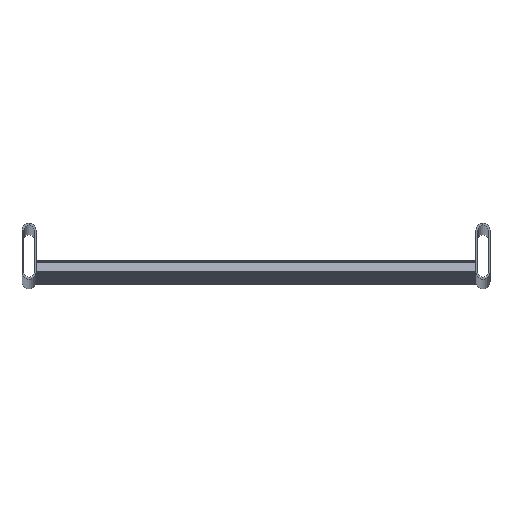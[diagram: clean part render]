
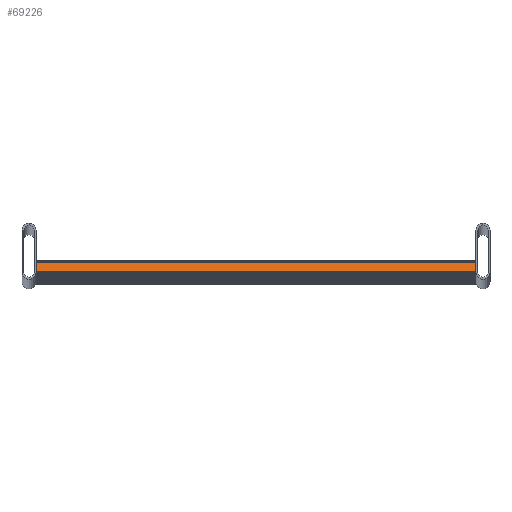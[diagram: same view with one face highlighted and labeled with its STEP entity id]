
A CAD part, top view. The second image highlights one B-rep face of the part: STEP entity #69226.
In plain terms, the highlighted planar face has unit normal (0, 0.314, 0.949).
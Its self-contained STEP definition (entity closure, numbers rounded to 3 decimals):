
#2134 = PLANE ( 'NONE',  #81573 ) ;
#4516 = ORIENTED_EDGE ( 'NONE', *, *, #20637, .T. ) ;
#6742 = LINE ( 'NONE', #84877, #84652 ) ;
#7725 = LINE ( 'NONE', #64571, #65528 ) ;
#8218 = VERTEX_POINT ( 'NONE', #42627 ) ;
#12546 = ORIENTED_EDGE ( 'NONE', *, *, #66759, .F. ) ;
#15426 = VECTOR ( 'NONE', #93339, 1000. ) ;
#17657 = LINE ( 'NONE', #97549, #95593 ) ;
#17758 = LINE ( 'NONE', #70559, #15426 ) ;
#20637 = EDGE_CURVE ( 'NONE', #55431, #92592, #17758, .T. ) ;
#24855 = DIRECTION ( 'NONE',  ( 0., 0.314, 0.949 ) ) ;
#26547 = FACE_OUTER_BOUND ( 'NONE', #32198, .T. ) ;
#29938 = EDGE_CURVE ( 'NONE', #46208, #8218, #6742, .T. ) ;
#32164 = CARTESIAN_POINT ( 'NONE',  ( 235., -11.715, 2886.067 ) ) ;
#32198 = EDGE_LOOP ( 'NONE', ( #12546, #38818, #52997, #4516 ) ) ;
#38818 = ORIENTED_EDGE ( 'NONE', *, *, #29938, .F. ) ;
#42627 = CARTESIAN_POINT ( 'NONE',  ( -235., -21.715, 2889.374 ) ) ;
#44816 = DIRECTION ( 'NONE',  ( 0., 0.949, -0.314 ) ) ;
#46208 = VERTEX_POINT ( 'NONE', #57432 ) ;
#52997 = ORIENTED_EDGE ( 'NONE', *, *, #68330, .T. ) ;
#54847 = DIRECTION ( 'NONE',  ( -1., 0., 0. ) ) ;
#55431 = VERTEX_POINT ( 'NONE', #74060 ) ;
#57432 = CARTESIAN_POINT ( 'NONE',  ( 235., -21.715, 2889.374 ) ) ;
#64571 = CARTESIAN_POINT ( 'NONE',  ( 235., -11.715, 2886.067 ) ) ;
#65528 = VECTOR ( 'NONE', #79731, 1000. ) ;
#66759 = EDGE_CURVE ( 'NONE', #8218, #92592, #17657, .T. ) ;
#68330 = EDGE_CURVE ( 'NONE', #46208, #55431, #7725, .T. ) ;
#69226 = ADVANCED_FACE ( 'NONE', ( #26547 ), #2134, .T. ) ;
#70559 = CARTESIAN_POINT ( 'NONE',  ( 235., -11.715, 2886.067 ) ) ;
#73513 = CARTESIAN_POINT ( 'NONE',  ( -235., -11.715, 2886.067 ) ) ;
#74060 = CARTESIAN_POINT ( 'NONE',  ( 235., -11.715, 2886.067 ) ) ;
#77618 = DIRECTION ( 'NONE',  ( 0., -0.949, 0.314 ) ) ;
#79731 = DIRECTION ( 'NONE',  ( 0., 0.949, -0.314 ) ) ;
#81573 = AXIS2_PLACEMENT_3D ( 'NONE', #32164, #24855, #77618 ) ;
#84652 = VECTOR ( 'NONE', #54847, 1000. ) ;
#84877 = CARTESIAN_POINT ( 'NONE',  ( 235., -21.715, 2889.374 ) ) ;
#92592 = VERTEX_POINT ( 'NONE', #73513 ) ;
#93339 = DIRECTION ( 'NONE',  ( -1., 0., 0. ) ) ;
#95593 = VECTOR ( 'NONE', #44816, 1000. ) ;
#97549 = CARTESIAN_POINT ( 'NONE',  ( -235., -11.715, 2886.067 ) ) ;
